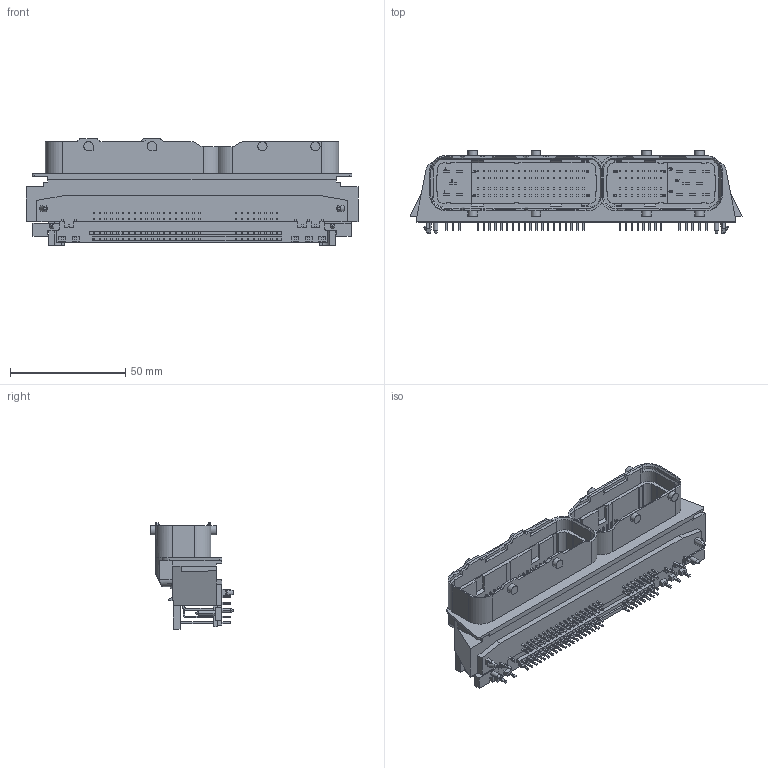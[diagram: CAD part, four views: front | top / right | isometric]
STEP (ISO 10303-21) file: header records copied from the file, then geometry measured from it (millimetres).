
FILE_DESCRIPTION((''),'2;1');
FILE_NAME('C-368255-2','2016-06-21T',('workeradm'),('Tyco Electronics Ltd.'),'CREO PARAMETRIC BY PTC INC, 2016050','CREO PARAMETRIC BY PTC INC, 2016050','');
FILE_SCHEMA(('AUTOMOTIVE_DESIGN { 1 0 10303 214 1 1 1 1 }'));
Products named in the file (1): C-368255-2
Bounding box: 144 x 36.19 x 46.3 mm (x, y, z)
Volume: 59177.9 mm3; surface area: 38448.1 mm2
Topology: 1 solids, 1 shells, 3161 faces, 8468 edges, 5614 vertices
Faces by surface type: plane 2902, cylinder 210, cone 41, bspline 8
Entity records: 97425 total; most frequent: CARTESIAN_POINT 17655, ORIENTED_EDGE 16936, DIRECTION 15175, EDGE_CURVE 8468, VECTOR 7955, LINE 7955, VERTEX_POINT 5614, AXIS2_PLACEMENT_3D 3610
